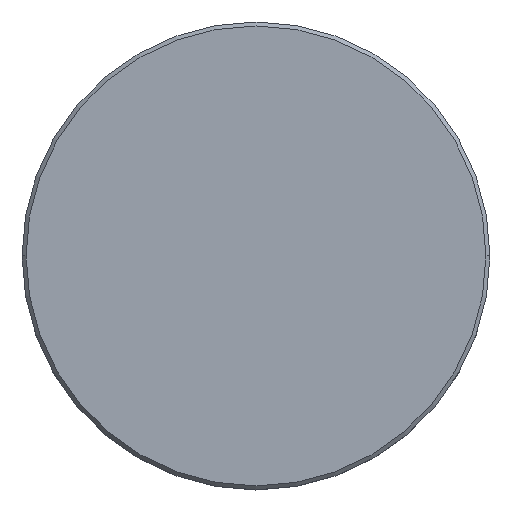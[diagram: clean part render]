
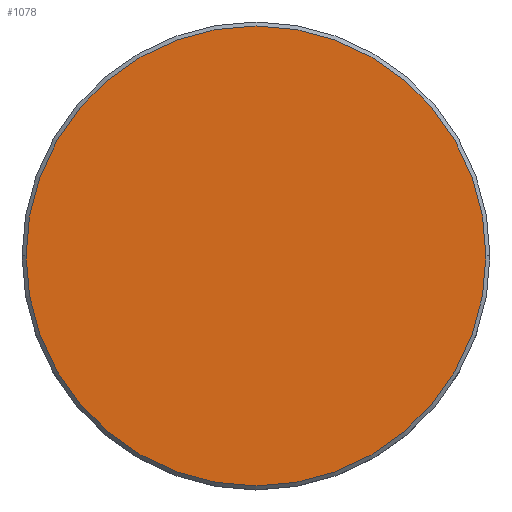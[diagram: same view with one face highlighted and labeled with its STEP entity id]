
A CAD part, top view. The second image highlights one B-rep face of the part: STEP entity #1078.
In plain terms, the highlighted planar face has unit normal (0, 0, 1).
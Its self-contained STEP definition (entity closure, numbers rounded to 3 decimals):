
#36 = EDGE_CURVE ( 'NONE', #441, #299, #763, .T. ) ;
#85 = ORIENTED_EDGE ( 'NONE', *, *, #1044, .T. ) ;
#99 = CARTESIAN_POINT ( 'NONE',  ( 29., 0., 0. ) ) ;
#226 = ORIENTED_EDGE ( 'NONE', *, *, #36, .T. ) ;
#232 = DIRECTION ( 'NONE',  ( 0., 0., 1. ) ) ;
#250 = DIRECTION ( 'NONE',  ( 1., 0., 0. ) ) ;
#299 = VERTEX_POINT ( 'NONE', #99 ) ;
#371 = AXIS2_PLACEMENT_3D ( 'NONE', #1055, #232, #415 ) ;
#415 = DIRECTION ( 'NONE',  ( 1., 0., 0. ) ) ;
#441 = VERTEX_POINT ( 'NONE', #481 ) ;
#481 = CARTESIAN_POINT ( 'NONE',  ( -29., 0., 0. ) ) ;
#572 = CARTESIAN_POINT ( 'NONE',  ( 0., 0., 0. ) ) ;
#598 = AXIS2_PLACEMENT_3D ( 'NONE', #572, #689, #1053 ) ;
#615 = PLANE ( 'NONE',  #841 ) ;
#629 = FACE_OUTER_BOUND ( 'NONE', #695, .T. ) ;
#689 = DIRECTION ( 'NONE',  ( 0., 0., 1. ) ) ;
#695 = EDGE_LOOP ( 'NONE', ( #226, #85 ) ) ;
#763 = CIRCLE ( 'NONE', #598, 29. ) ;
#841 = AXIS2_PLACEMENT_3D ( 'NONE', #918, #903, #250 ) ;
#903 = DIRECTION ( 'NONE',  ( 0., 0., 1. ) ) ;
#918 = CARTESIAN_POINT ( 'NONE',  ( 0., 0., 0. ) ) ;
#988 = CIRCLE ( 'NONE', #371, 29. ) ;
#1044 = EDGE_CURVE ( 'NONE', #299, #441, #988, .T. ) ;
#1053 = DIRECTION ( 'NONE',  ( 1., 0., 0. ) ) ;
#1055 = CARTESIAN_POINT ( 'NONE',  ( 0., 0., 0. ) ) ;
#1078 = ADVANCED_FACE ( 'NONE', ( #629 ), #615, .T. ) ;
